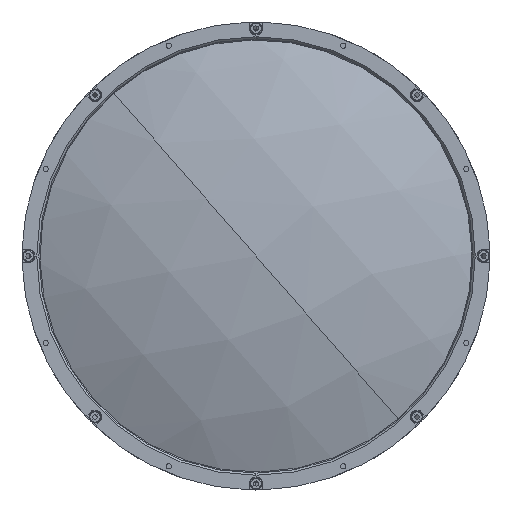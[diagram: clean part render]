
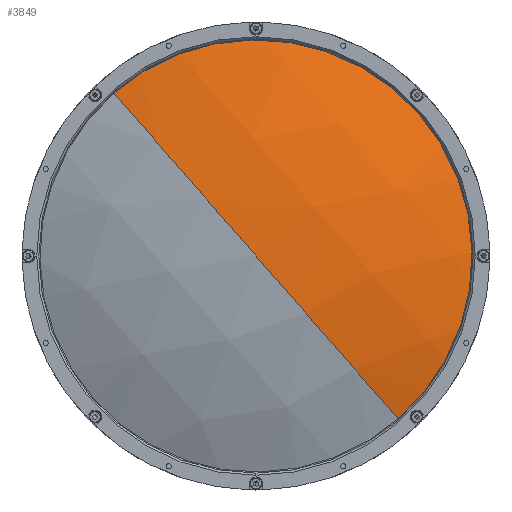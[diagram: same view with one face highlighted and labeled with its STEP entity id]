
A CAD part, left-side view. The second image highlights one B-rep face of the part: STEP entity #3849.
In plain terms, the highlighted spherical face has radius 264.145 mm.
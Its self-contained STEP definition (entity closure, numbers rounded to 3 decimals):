
#361 = DIRECTION ( 'NONE',  ( 0., -0.657, -0.753 ) ) ;
#527 = DIRECTION ( 'NONE',  ( 0., 0.753, -0.657 ) ) ;
#616 = AXIS2_PLACEMENT_3D ( 'NONE', #8497, #527, #9837 ) ;
#849 = FACE_OUTER_BOUND ( 'NONE', #4557, .T. ) ;
#911 = CIRCLE ( 'NONE', #17056, 105. ) ;
#2111 = VERTEX_POINT ( 'NONE', #2328 ) ;
#2313 = AXIS2_PLACEMENT_3D ( 'NONE', #11131, #12472, #361 ) ;
#2328 = CARTESIAN_POINT ( 'NONE',  ( 18.666, -69.034, -79.116 ) ) ;
#3689 = ORIENTED_EDGE ( 'NONE', *, *, #7761, .T. ) ;
#3849 = ADVANCED_FACE ( 'NONE', ( #849 ), #11036, .T. ) ;
#3882 = ORIENTED_EDGE ( 'NONE', *, *, #15684, .T. ) ;
#4149 = CARTESIAN_POINT ( 'NONE',  ( -3.1, 0., 0. ) ) ;
#4329 = CARTESIAN_POINT ( 'NONE',  ( 18.666, 0., 0. ) ) ;
#4557 = EDGE_LOOP ( 'NONE', ( #3689, #3882, #6621 ) ) ;
#5132 = AXIS2_PLACEMENT_3D ( 'NONE', #6330, #15641, #7678 ) ;
#5680 = DIRECTION ( 'NONE',  ( 0., -0.753, 0.657 ) ) ;
#6045 = CIRCLE ( 'NONE', #616, 264.145 ) ;
#6330 = CARTESIAN_POINT ( 'NONE',  ( 261.045, 0., 0. ) ) ;
#6621 = ORIENTED_EDGE ( 'NONE', *, *, #16805, .F. ) ;
#7678 = DIRECTION ( 'NONE',  ( 0., -0.657, -0.753 ) ) ;
#7761 = EDGE_CURVE ( 'NONE', #2111, #10840, #911, .T. ) ;
#8497 = CARTESIAN_POINT ( 'NONE',  ( 261.045, 0., 0. ) ) ;
#8952 = VERTEX_POINT ( 'NONE', #4149 ) ;
#9837 = DIRECTION ( 'NONE',  ( 0., 0.657, 0.753 ) ) ;
#10840 = VERTEX_POINT ( 'NONE', #15245 ) ;
#11036 = SPHERICAL_SURFACE ( 'NONE', #2313, 264.145 ) ;
#11131 = CARTESIAN_POINT ( 'NONE',  ( 261.045, 0., 0. ) ) ;
#12472 = DIRECTION ( 'NONE',  ( 0., -0.753, 0.657 ) ) ;
#13648 = DIRECTION ( 'NONE',  ( -1., 0., 0. ) ) ;
#13774 = CIRCLE ( 'NONE', #5132, 264.145 ) ;
#15245 = CARTESIAN_POINT ( 'NONE',  ( 18.666, 69.034, 79.116 ) ) ;
#15641 = DIRECTION ( 'NONE',  ( 0., -0.753, 0.657 ) ) ;
#15684 = EDGE_CURVE ( 'NONE', #10840, #8952, #13774, .T. ) ;
#16805 = EDGE_CURVE ( 'NONE', #2111, #8952, #6045, .T. ) ;
#17056 = AXIS2_PLACEMENT_3D ( 'NONE', #4329, #13648, #5680 ) ;
